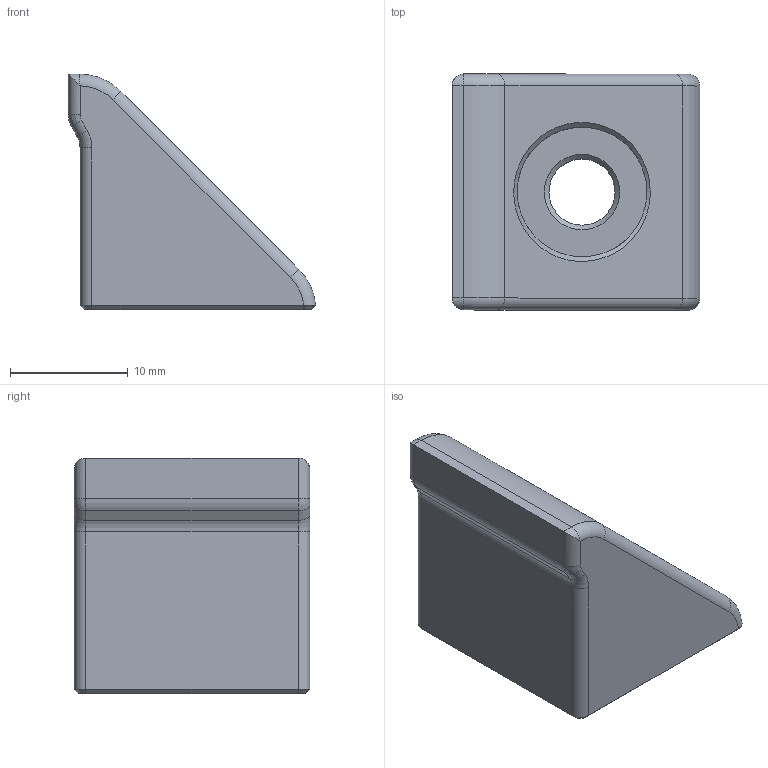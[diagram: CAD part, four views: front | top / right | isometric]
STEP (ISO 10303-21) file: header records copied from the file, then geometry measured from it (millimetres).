
FILE_DESCRIPTION(/* description */ (''),/* implementation_level */ '2;1');
FILE_NAME(/* name */ 'pei_stop.step',/* time_stamp */ '2024-09-22T20:55:45+02:00',/* author */ (''),/* organization */ (''),/* preprocessor_version */ 'ST-DEVELOPER v20',/* originating_system */ 'Autodesk Translation Framework v13.20.0.188',/* authorisation */ '');
FILE_SCHEMA (('AUTOMOTIVE_DESIGN { 1 0 10303 214 3 1 1 }'));
Length unit declared in the file: millimetre
Products named in the file (1): pei_stop
Bounding box: 20.98 x 20 x 20 mm (x, y, z)
Volume: 4084.5 mm3; surface area: 2031.1 mm2
Topology: 1 solids, 1 shells, 46 faces, 104 edges, 61 vertices
Faces by surface type: cylinder 16, plane 13, bspline 7, torus 6, cone 4
Full cylindrical faces by diameter (mm): 5.6 x1, 11 x1
Entity records: 1578 total; most frequent: CARTESIAN_POINT 529, DIRECTION 215, ORIENTED_EDGE 208, EDGE_CURVE 104, AXIS2_PLACEMENT_3D 83, VERTEX_POINT 61, EDGE_LOOP 49, LINE 49
